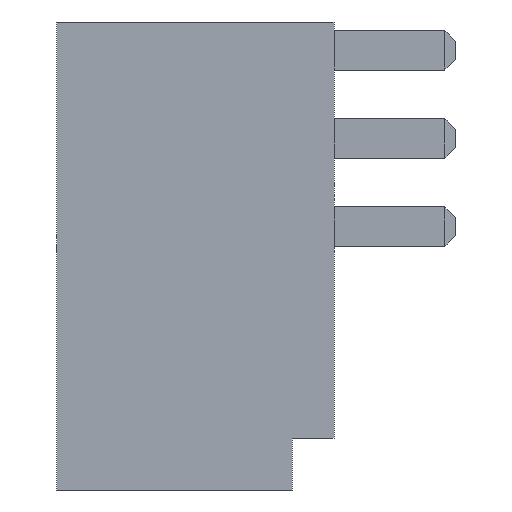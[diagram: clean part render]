
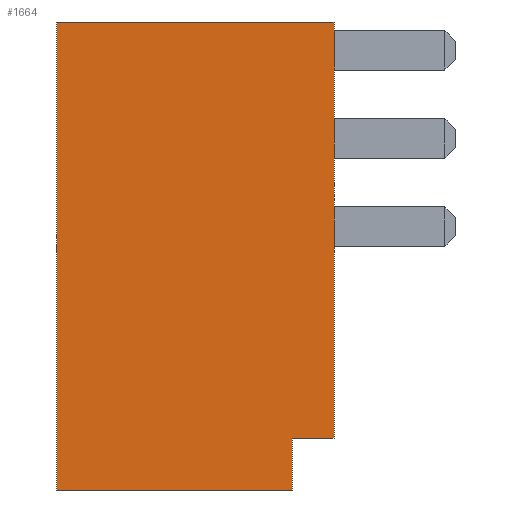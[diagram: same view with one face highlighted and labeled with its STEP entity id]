
A CAD part, left-side view. The second image highlights one B-rep face of the part: STEP entity #1664.
In plain terms, the highlighted planar face has unit normal (-1, 0, 0).
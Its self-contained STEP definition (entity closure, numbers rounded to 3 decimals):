
#139 = VECTOR ( 'NONE', #1298, 1000. ) ;
#140 = VECTOR ( 'NONE', #1290, 1000. ) ;
#145 = VECTOR ( 'NONE', #1284, 1000. ) ;
#150 = VECTOR ( 'NONE', #1292, 1000. ) ;
#154 = VECTOR ( 'NONE', #1287, 1000. ) ;
#510 = CARTESIAN_POINT ( 'NONE',  ( -3.25, -4., -12. ) ) ;
#518 = CARTESIAN_POINT ( 'NONE',  ( -3.25, 4., 0. ) ) ;
#538 = CARTESIAN_POINT ( 'NONE',  ( -3.25, 4., -13.5 ) ) ;
#541 = CARTESIAN_POINT ( 'NONE',  ( -3.25, -2.8, -13.5 ) ) ;
#569 = CARTESIAN_POINT ( 'NONE',  ( -3.25, -4., 0. ) ) ;
#573 = CARTESIAN_POINT ( 'NONE',  ( -3.25, -2.8, -12. ) ) ;
#785 = EDGE_CURVE ( 'NONE', #2316, #2162, #1271, .T. ) ;
#786 = EDGE_CURVE ( 'NONE', #2224, #2182, #1276, .T. ) ;
#787 = EDGE_CURVE ( 'NONE', #2182, #2270, #1280, .T. ) ;
#788 = EDGE_CURVE ( 'NONE', #2224, #2227, #1283, .T. ) ;
#790 = EDGE_CURVE ( 'NONE', #2227, #2316, #1296, .T. ) ;
#846 = EDGE_CURVE ( 'NONE', #2162, #2270, #1880, .T. ) ;
#861 = AXIS2_PLACEMENT_3D ( 'NONE', #960, #971, #972 ) ;
#960 = CARTESIAN_POINT ( 'NONE',  ( -3.25, -4., -13.5 ) ) ;
#968 = FACE_OUTER_BOUND ( 'NONE', #2363, .T. ) ;
#969 = PLANE ( 'NONE',  #861 ) ;
#971 = DIRECTION ( 'NONE',  ( -1., 0., 0. ) ) ;
#972 = DIRECTION ( 'NONE',  ( 0., 0., 1. ) ) ;
#1271 = LINE ( 'NONE', #1282, #145 ) ;
#1276 = LINE ( 'NONE', #1285, #154 ) ;
#1280 = LINE ( 'NONE', #1288, #140 ) ;
#1282 = CARTESIAN_POINT ( 'NONE',  ( -3.25, -4., -12. ) ) ;
#1283 = LINE ( 'NONE', #1291, #150 ) ;
#1284 = DIRECTION ( 'NONE',  ( 0., -1., 0. ) ) ;
#1285 = CARTESIAN_POINT ( 'NONE',  ( -3.25, 4., -13.5 ) ) ;
#1287 = DIRECTION ( 'NONE',  ( 0., 0., 1. ) ) ;
#1288 = CARTESIAN_POINT ( 'NONE',  ( -3.25, -4., 0. ) ) ;
#1290 = DIRECTION ( 'NONE',  ( 0., -1., 0. ) ) ;
#1291 = CARTESIAN_POINT ( 'NONE',  ( -3.25, -4., -13.5 ) ) ;
#1292 = DIRECTION ( 'NONE',  ( 0., -1., 0. ) ) ;
#1296 = LINE ( 'NONE', #1297, #139 ) ;
#1297 = CARTESIAN_POINT ( 'NONE',  ( -3.25, -2.8, -13.5 ) ) ;
#1298 = DIRECTION ( 'NONE',  ( 0., 0., 1. ) ) ;
#1650 = ORIENTED_EDGE ( 'NONE', *, *, #790, .T. ) ;
#1664 = ADVANCED_FACE ( 'NONE', ( #968 ), #969, .T. ) ;
#1681 = ORIENTED_EDGE ( 'NONE', *, *, #788, .T. ) ;
#1764 = VECTOR ( 'NONE', #1901, 1000. ) ;
#1880 = LINE ( 'NONE', #1900, #1764 ) ;
#1900 = CARTESIAN_POINT ( 'NONE',  ( -3.25, -4., -13.5 ) ) ;
#1901 = DIRECTION ( 'NONE',  ( 0., 0., 1. ) ) ;
#2162 = VERTEX_POINT ( 'NONE', #510 ) ;
#2182 = VERTEX_POINT ( 'NONE', #518 ) ;
#2224 = VERTEX_POINT ( 'NONE', #538 ) ;
#2227 = VERTEX_POINT ( 'NONE', #541 ) ;
#2259 = ORIENTED_EDGE ( 'NONE', *, *, #787, .F. ) ;
#2270 = VERTEX_POINT ( 'NONE', #569 ) ;
#2274 = ORIENTED_EDGE ( 'NONE', *, *, #786, .F. ) ;
#2316 = VERTEX_POINT ( 'NONE', #573 ) ;
#2351 = ORIENTED_EDGE ( 'NONE', *, *, #846, .T. ) ;
#2353 = ORIENTED_EDGE ( 'NONE', *, *, #785, .T. ) ;
#2363 = EDGE_LOOP ( 'NONE', ( #2353, #2351, #2259, #2274, #1681, #1650 ) ) ;
